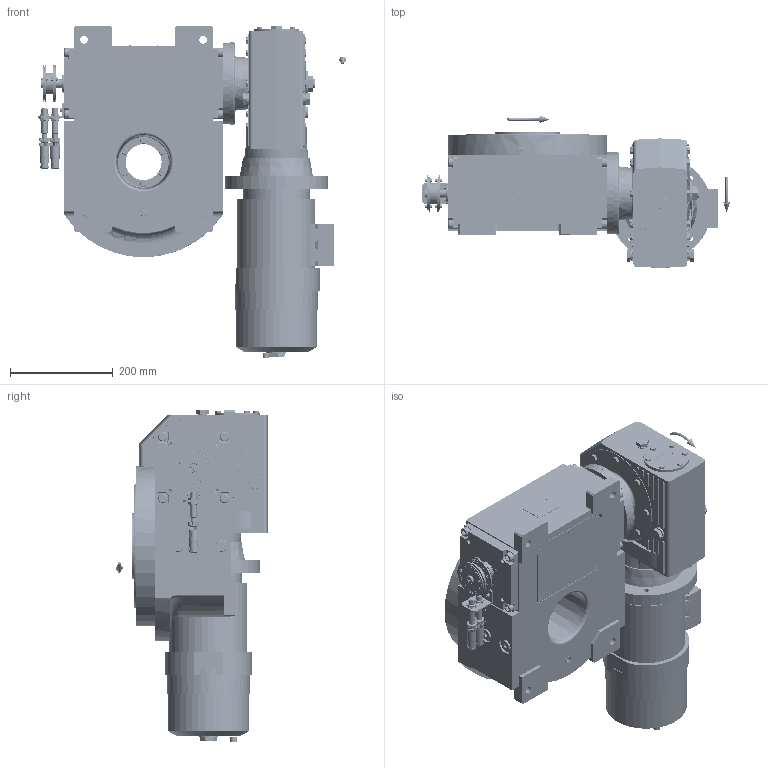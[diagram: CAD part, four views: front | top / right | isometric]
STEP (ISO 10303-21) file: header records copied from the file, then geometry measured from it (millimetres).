
FILE_DESCRIPTION (( 'STEP AP203' ), '1' );
FILE_NAME ('PC5201840.step', '2026-02-13T12:26:58', ( '' ), ( '' ), 'SwSTEP 2.0', 'SolidWorks 2020', '' );
FILE_SCHEMA (( 'CONFIG_CONTROL_DESIGN' ));
Length unit declared in the file: millimetre
Products named in the file (96): cfn2003_01_054; cfn2070_05_009; AS_900_38_30_003; cfn2000_01_081; cfn2000_01_126; freccia_angolare; cfn2476_01_002_60x46; rig09_010_s_001; CFN2010_01_020.stp; olio_agip_blasia_150; cfn2077_01_036; CFN2104_02_018.stp; cfn2000_01_099; rig09_017; 900_00_00_005; AS_rig09_004; cfn2155_01_095; cfn2151_01_170; AS_rig09_016; CFN2356_03_053.stp; cfn2128_19_002; cfn2205_01_015; CFN2203_02_002.stp; cfn2107_01_001; 900_38_30_003; AS_rig09_071_6_m; rig09_071_6_m.stp; BA80B5; AS_900_38_10_028; cfn2000_01_184; CFN2000_01_185.stp; PC5201840; RIG09_005_ASM.stp; cfn2115_02_194; cfn2055_01_002; RIG09_005_AF0.stp; cfn2115_02_058; CFN2155_01_195.stp; AS_900_00_00_005; cfn2104_01_018 ...
Assembly tree (88 placements, depth 5):
  CFN2010_01_020.stp
  olio_agip_blasia_150
  cfn2077_01_036
  cfn2151_01_170
  CFN2356_03_053.stp
Bounding box: 599.5 x 296 x 646.38 mm (x, y, z)
Volume: 18727205.4 mm3; surface area: 2095624.5 mm2
Topology: 76 solids, 76 shells, 5769 faces, 14582 edges, 9313 vertices
Faces by surface type: plane 2756, cylinder 1967, cone 896, torus 144, sphere 4, bspline 2
Entity records: 165488 total; most frequent: CARTESIAN_POINT 43084, DIRECTION 23614, ORIENTED_EDGE 23216, EDGE_CURVE 11608, AXIS2_PLACEMENT_3D 8605, VERTEX_POINT 7487, LINE 6404, VECTOR 6404
